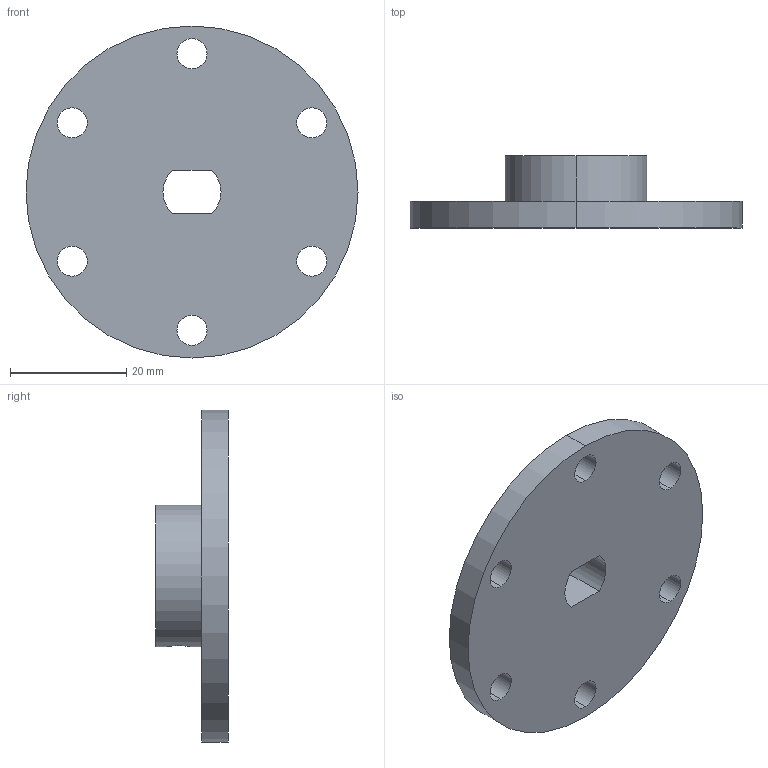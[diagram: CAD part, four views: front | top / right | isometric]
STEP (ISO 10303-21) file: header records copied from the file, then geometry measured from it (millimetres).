
FILE_DESCRIPTION (( 'STEP AP203' ), '1' );
FILE_NAME ('am-2279 10mm DD Bore Hub.STEP', '2015-01-22T13:47:09', ( '' ), ( '' ), 'SwSTEP 2.0', 'SolidWorks 2014', '' );
FILE_SCHEMA (( 'CONFIG_CONTROL_DESIGN' ));
Length unit declared in the file: inch
Products named in the file (1): am-2279 10mm DD Bore Hub
Bounding box: 57.15 x 12.45 x 57.15 mm (x, y, z)
Volume: 13870.1 mm3; surface area: 7068.4 mm2
Topology: 1 solids, 1 shells, 25 faces, 69 edges, 46 vertices
Faces by surface type: cylinder 20, plane 5
Entity records: 982 total; most frequent: CARTESIAN_POINT 199, DIRECTION 155, ORIENTED_EDGE 138, EDGE_CURVE 69, AXIS2_PLACEMENT_3D 64, VERTEX_POINT 46, EDGE_LOOP 41, CIRCLE 38
